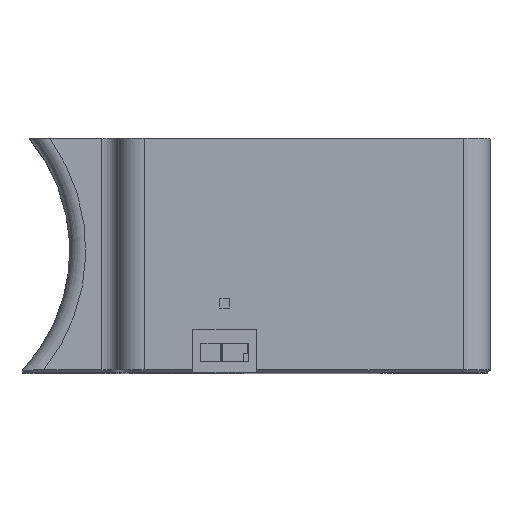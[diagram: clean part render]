
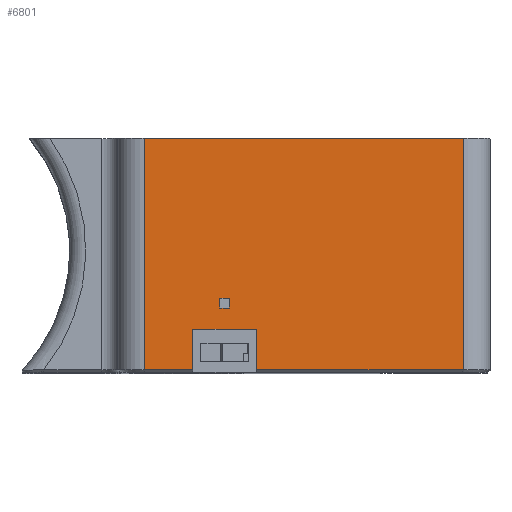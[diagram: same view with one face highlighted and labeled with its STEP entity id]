
A CAD part, top view. The second image highlights one B-rep face of the part: STEP entity #6801.
In plain terms, the highlighted planar face has unit normal (0, 0, 1).
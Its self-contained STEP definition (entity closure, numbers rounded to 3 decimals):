
#216=FACE_BOUND('',#954,.T.);
#541=FACE_OUTER_BOUND('',#953,.T.);
#953=EDGE_LOOP('',(#5272,#5273,#5274,#5275,#5276,#5277,#5278,#5279));
#954=EDGE_LOOP('',(#5280,#5281,#5282,#5283));
#1244=LINE('',#9547,#2022);
#1333=LINE('',#9740,#2111);
#1337=LINE('',#9748,#2115);
#1340=LINE('',#9754,#2118);
#1343=LINE('',#9759,#2121);
#1374=LINE('',#9821,#2152);
#1375=LINE('',#9824,#2153);
#1527=LINE('',#10334,#2305);
#1685=LINE('',#10752,#2463);
#1686=LINE('',#10754,#2464);
#1687=LINE('',#10756,#2465);
#1688=LINE('',#10757,#2466);
#2022=VECTOR('',#7649,10.);
#2111=VECTOR('',#7784,10.);
#2115=VECTOR('',#7790,10.);
#2118=VECTOR('',#7795,10.);
#2121=VECTOR('',#7800,10.);
#2152=VECTOR('',#7855,10.);
#2153=VECTOR('',#7858,10.);
#2305=VECTOR('',#8108,10.);
#2463=VECTOR('',#8460,10.);
#2464=VECTOR('',#8463,10.);
#2465=VECTOR('',#8464,10.);
#2466=VECTOR('',#8465,10.);
#2798=VERTEX_POINT('',#9544);
#2799=VERTEX_POINT('',#9546);
#2879=VERTEX_POINT('',#9738);
#2880=VERTEX_POINT('',#9739);
#2883=VERTEX_POINT('',#9747);
#2885=VERTEX_POINT('',#9753);
#2905=VERTEX_POINT('',#9819);
#2906=VERTEX_POINT('',#9823);
#3054=VERTEX_POINT('',#10248);
#3078=VERTEX_POINT('',#10332);
#3154=VERTEX_POINT('',#10587);
#3196=VERTEX_POINT('',#10755);
#3446=EDGE_CURVE('',#2799,#2798,#1244,.T.);
#3543=EDGE_CURVE('',#2879,#2880,#1333,.T.);
#3547=EDGE_CURVE('',#2883,#2879,#1337,.T.);
#3550=EDGE_CURVE('',#2885,#2883,#1340,.T.);
#3553=EDGE_CURVE('',#2880,#2885,#1343,.T.);
#3584=EDGE_CURVE('',#2798,#2905,#1374,.T.);
#3585=EDGE_CURVE('',#2906,#2799,#1375,.T.);
#3778=EDGE_CURVE('',#3078,#3054,#1527,.T.);
#3965=EDGE_CURVE('',#3054,#3154,#1685,.T.);
#3966=EDGE_CURVE('',#3154,#2905,#1686,.T.);
#3967=EDGE_CURVE('',#3196,#3078,#1687,.T.);
#3968=EDGE_CURVE('',#2906,#3196,#1688,.T.);
#5272=ORIENTED_EDGE('',*,*,#3966,.F.);
#5273=ORIENTED_EDGE('',*,*,#3965,.F.);
#5274=ORIENTED_EDGE('',*,*,#3778,.F.);
#5275=ORIENTED_EDGE('',*,*,#3967,.F.);
#5276=ORIENTED_EDGE('',*,*,#3968,.F.);
#5277=ORIENTED_EDGE('',*,*,#3585,.T.);
#5278=ORIENTED_EDGE('',*,*,#3446,.T.);
#5279=ORIENTED_EDGE('',*,*,#3584,.T.);
#5280=ORIENTED_EDGE('',*,*,#3543,.T.);
#5281=ORIENTED_EDGE('',*,*,#3553,.T.);
#5282=ORIENTED_EDGE('',*,*,#3550,.T.);
#5283=ORIENTED_EDGE('',*,*,#3547,.T.);
#6528=PLANE('',#7251);
#6801=ADVANCED_FACE('',(#541,#216),#6528,.T.);
#7251=AXIS2_PLACEMENT_3D('',#10753,#8461,#8462);
#7649=DIRECTION('',(1.,0.,0.));
#7784=DIRECTION('',(1.,0.,0.));
#7790=DIRECTION('',(0.,1.,0.));
#7795=DIRECTION('',(-1.,0.,0.));
#7800=DIRECTION('',(0.,-1.,0.));
#7855=DIRECTION('',(0.,-1.,0.));
#7858=DIRECTION('',(0.,1.,0.));
#8108=DIRECTION('',(1.,0.,0.));
#8460=DIRECTION('',(0.,-1.,0.));
#8461=DIRECTION('center_axis',(0.,0.,1.));
#8462=DIRECTION('ref_axis',(-1.,0.,0.));
#8463=DIRECTION('',(-1.,0.,0.));
#8464=DIRECTION('',(0.,1.,0.));
#8465=DIRECTION('',(-1.,0.,0.));
#9544=CARTESIAN_POINT('',(26.104,6.147,127.5));
#9546=CARTESIAN_POINT('',(14.104,6.147,127.5));
#9547=CARTESIAN_POINT('',(28.302,6.147,127.5));
#9738=CARTESIAN_POINT('',(19.204,11.9,127.5));
#9739=CARTESIAN_POINT('',(21.004,11.9,127.5));
#9740=CARTESIAN_POINT('',(30.852,11.9,127.5));
#9747=CARTESIAN_POINT('',(19.204,10.1,127.5));
#9748=CARTESIAN_POINT('',(19.204,5.05,127.5));
#9753=CARTESIAN_POINT('',(21.004,10.1,127.5));
#9754=CARTESIAN_POINT('',(31.752,10.1,127.5));
#9759=CARTESIAN_POINT('',(21.004,5.95,127.5));
#9819=CARTESIAN_POINT('',(26.104,-1.5,127.5));
#9821=CARTESIAN_POINT('',(26.104,3.073,127.5));
#9823=CARTESIAN_POINT('',(14.104,-1.5,127.5));
#9824=CARTESIAN_POINT('',(14.104,-1.027,127.5));
#10248=CARTESIAN_POINT('',(65.,42.,127.5));
#10332=CARTESIAN_POINT('',(5.,42.,127.5));
#10334=CARTESIAN_POINT('',(42.5,42.,127.5));
#10587=CARTESIAN_POINT('',(65.,-1.5,127.5));
#10752=CARTESIAN_POINT('',(65.,0.,127.5));
#10753=CARTESIAN_POINT('Origin',(42.5,0.,127.5));
#10754=CARTESIAN_POINT('',(38.75,-1.5,127.5));
#10755=CARTESIAN_POINT('',(5.,-1.5,127.5));
#10756=CARTESIAN_POINT('',(5.,0.,127.5));
#10757=CARTESIAN_POINT('',(38.75,-1.5,127.5));
